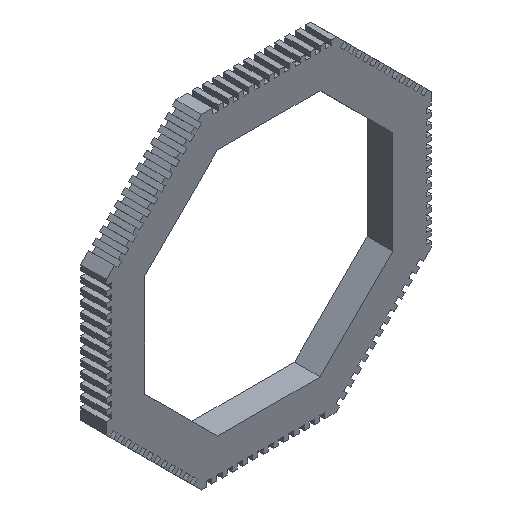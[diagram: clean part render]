
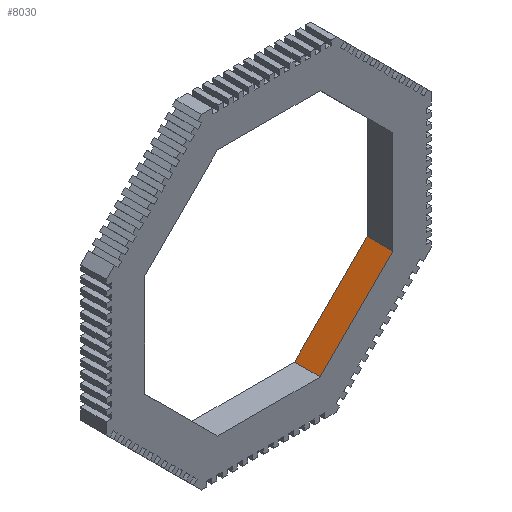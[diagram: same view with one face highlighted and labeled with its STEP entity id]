
A CAD part, isometric view. The second image highlights one B-rep face of the part: STEP entity #8030.
In plain terms, the highlighted planar face has unit normal (-0.707, 0, 0.707).
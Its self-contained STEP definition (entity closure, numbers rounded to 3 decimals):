
#22=FACE_OUTER_BOUND('',#424,.T.);
#424=EDGE_LOOP('',(#5243,#5244,#5245,#5246));
#838=LINE('',#10891,#2038);
#839=LINE('',#10894,#2039);
#840=LINE('',#10896,#2040);
#841=LINE('',#10897,#2041);
#2038=VECTOR('',#8879,10.);
#2039=VECTOR('',#8882,10.);
#2040=VECTOR('',#8883,10.);
#2041=VECTOR('',#8884,10.);
#3233=VERTEX_POINT('',#10887);
#3234=VERTEX_POINT('',#10889);
#3235=VERTEX_POINT('',#10893);
#3236=VERTEX_POINT('',#10895);
#4038=EDGE_CURVE('',#3233,#3234,#838,.T.);
#4039=EDGE_CURVE('',#3235,#3233,#839,.T.);
#4040=EDGE_CURVE('',#3236,#3234,#840,.T.);
#4041=EDGE_CURVE('',#3235,#3236,#841,.T.);
#5243=ORIENTED_EDGE('',*,*,#4039,.T.);
#5244=ORIENTED_EDGE('',*,*,#4038,.T.);
#5245=ORIENTED_EDGE('',*,*,#4040,.F.);
#5246=ORIENTED_EDGE('',*,*,#4041,.F.);
#7628=PLANE('',#8455);
#8030=ADVANCED_FACE('',(#22),#7628,.T.);
#8455=AXIS2_PLACEMENT_3D('',#10892,#8880,#8881);
#8879=DIRECTION('',(0.,1.,0.));
#8880=DIRECTION('center_axis',(-0.707,0.,0.707));
#8881=DIRECTION('ref_axis',(0.707,0.,0.707));
#8882=DIRECTION('',(0.707,0.,0.707));
#8883=DIRECTION('',(0.707,0.,0.707));
#8884=DIRECTION('',(0.,1.,0.));
#10887=CARTESIAN_POINT('',(10.642,0.,22.592));
#10889=CARTESIAN_POINT('',(10.642,5.,22.592));
#10891=CARTESIAN_POINT('',(10.642,0.,22.592));
#10892=CARTESIAN_POINT('Origin',(-3.5,0.,8.45));
#10893=CARTESIAN_POINT('',(-3.5,0.,8.45));
#10894=CARTESIAN_POINT('',(-3.5,0.,8.45));
#10895=CARTESIAN_POINT('',(-3.5,5.,8.45));
#10896=CARTESIAN_POINT('',(-3.5,5.,8.45));
#10897=CARTESIAN_POINT('',(-3.5,0.,8.45));
